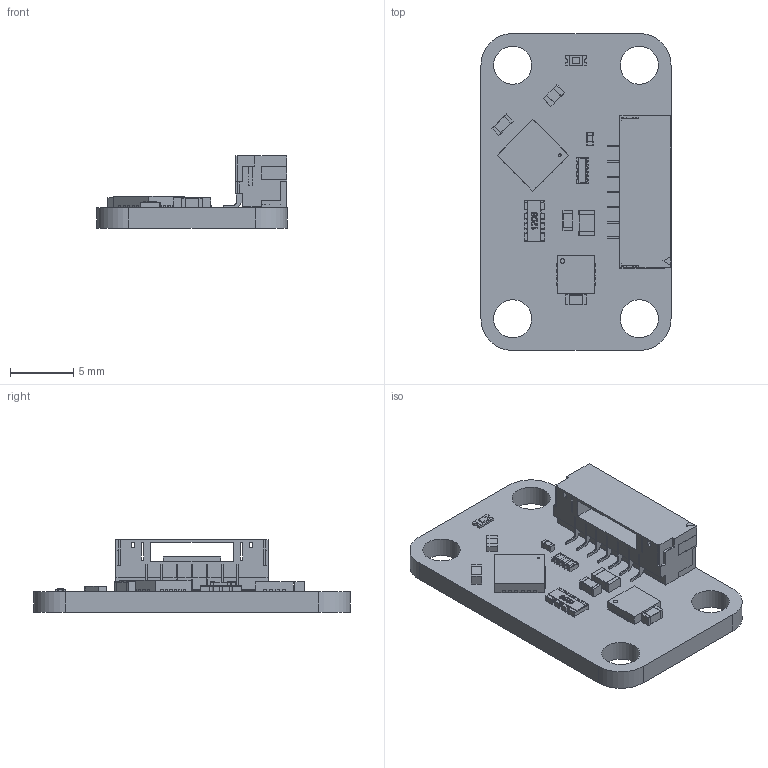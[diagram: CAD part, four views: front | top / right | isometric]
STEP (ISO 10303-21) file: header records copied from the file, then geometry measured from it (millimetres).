
FILE_DESCRIPTION(('FreeCAD Model'),'2;1');
FILE_NAME('temperature-v2.step', '2018-07-31T15:23:12',('kicad StepUp'),('ksu MCAD'), 'Open CASCADE STEP processor 7.3','FreeCAD','Unknown');
FILE_SCHEMA(('AUTOMOTIVE_DESIGN { 1 0 10303 214 1 1 1 1 }'));
Length unit declared in the file: millimetre
Products named in the file (17): temperature-v2; Board_Geoms; Pcb; Step_Models; Top; Cut_; R_0603_; D_0603_blue_; C_0603_; C_0805_; QFN-24_4x4mm_Pitch0.5mm_; C_0603_001; C_0603_002; BrickletConn_7pin_; R_4x0603_; C_0402_; dfn8_3x3_p05_
Assembly tree (16 placements, depth 4):
  temperature-v2
    Board_Geoms
      Pcb
    Step_Models
      Top
        Cut_
        R_0603_
        D_0603_blue_
        C_0603_
        C_0805_
        QFN-24_4x4mm_Pitch0.5mm_
        C_0603_001
        C_0603_002
        BrickletConn_7pin_
        R_4x0603_
        C_0402_
        dfn8_3x3_p05_
Bounding box: 15 x 25 x 5.7 mm (x, y, z)
Volume: 665 mm3; surface area: 1452.8 mm2
Topology: 17 solids, 17 shells, 1357 faces, 3868 edges, 2538 vertices
Faces by surface type: plane 1086, bspline 138, cylinder 133
Full cylindrical faces by diameter (mm): 0.35 x1, 3 x4
Entity records: 53445 total; most frequent: CARTESIAN_POINT 9022, ORIENTED_EDGE 7736, DIRECTION 6330, EDGE_CURVE 3868, LINE 3326, VECTOR 3326, VERTEX_POINT 2538, AXIS2_PLACEMENT_3D 1502
